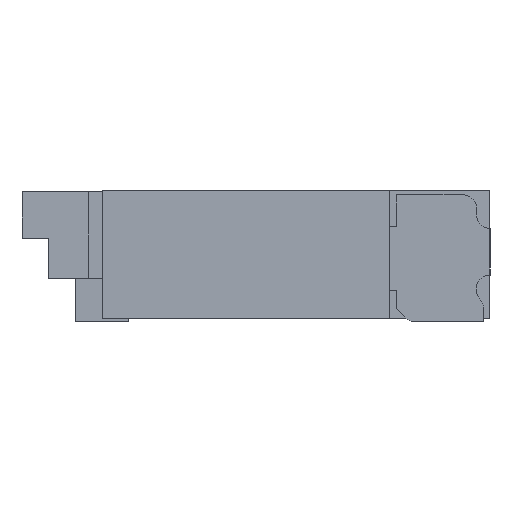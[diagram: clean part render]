
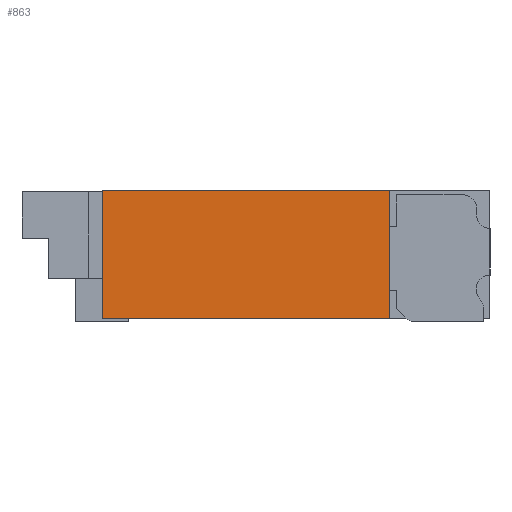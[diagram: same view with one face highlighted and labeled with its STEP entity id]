
A CAD part, left-side view. The second image highlights one B-rep face of the part: STEP entity #863.
In plain terms, the highlighted planar face has unit normal (-1, 0, 0).
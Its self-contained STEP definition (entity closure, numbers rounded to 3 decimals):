
#863 = ADVANCED_FACE( '', ( #1712 ), #1713, .T. );
#1712 = FACE_OUTER_BOUND( '', #2589, .T. );
#1713 = PLANE( '', #2590 );
#2589 = EDGE_LOOP( '', ( #5009, #5010, #5011, #5012 ) );
#2590 = AXIS2_PLACEMENT_3D( '', #5013, #5014, #5015 );
#5009 = ORIENTED_EDGE( '', *, *, #6830, .F. );
#5010 = ORIENTED_EDGE( '', *, *, #5899, .T. );
#5011 = ORIENTED_EDGE( '', *, *, #6062, .T. );
#5012 = ORIENTED_EDGE( '', *, *, #5945, .T. );
#5013 = CARTESIAN_POINT( '', ( -3., 0., 0. ) );
#5014 = DIRECTION( '', ( -1., 0., 0. ) );
#5015 = DIRECTION( '', ( 0., 0., 1. ) );
#5899 = EDGE_CURVE( '', #7187, #7185, #7188, .T. );
#5945 = EDGE_CURVE( '', #7275, #7273, #7276, .T. );
#6062 = EDGE_CURVE( '', #7185, #7275, #7477, .T. );
#6830 = EDGE_CURVE( '', #7187, #7273, #8605, .T. );
#7185 = VERTEX_POINT( '', #9068 );
#7187 = VERTEX_POINT( '', #9071 );
#7188 = LINE( '', #9072, #9073 );
#7273 = VERTEX_POINT( '', #9200 );
#7275 = VERTEX_POINT( '', #9203 );
#7276 = LINE( '', #9204, #9205 );
#7477 = LINE( '', #9503, #9504 );
#8605 = LINE( '', #11214, #11215 );
#9068 = CARTESIAN_POINT( '', ( -3., 1.45, 0.48 ) );
#9071 = CARTESIAN_POINT( '', ( -3., -0.7, 0.48 ) );
#9072 = CARTESIAN_POINT( '', ( -3., -1.45, 0.48 ) );
#9073 = VECTOR( '', #11516, 1000. );
#9200 = CARTESIAN_POINT( '', ( -3., -0.7, -0.48 ) );
#9203 = CARTESIAN_POINT( '', ( -3., 1.45, -0.48 ) );
#9204 = CARTESIAN_POINT( '', ( -3., 1.45, -0.48 ) );
#9205 = VECTOR( '', #11560, 1000. );
#9503 = CARTESIAN_POINT( '', ( -3., 1.45, 0.48 ) );
#9504 = VECTOR( '', #11670, 1000. );
#11214 = CARTESIAN_POINT( '', ( -3., -0.7, 0. ) );
#11215 = VECTOR( '', #12289, 1000. );
#11516 = DIRECTION( '', ( 0., 1., 0. ) );
#11560 = DIRECTION( '', ( 0., -1., 0. ) );
#11670 = DIRECTION( '', ( 0., 0., -1. ) );
#12289 = DIRECTION( '', ( 0., 0., -1. ) );
